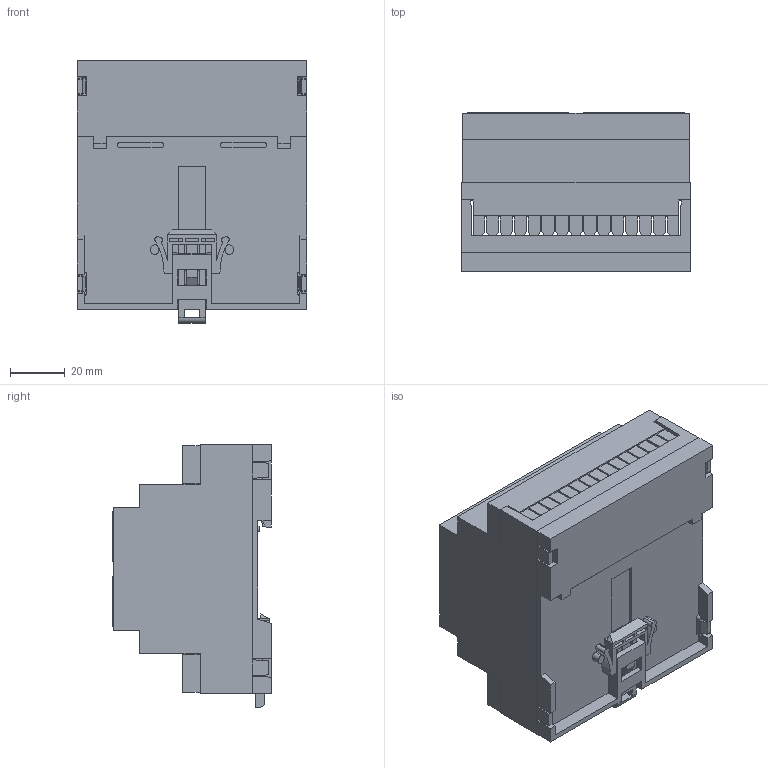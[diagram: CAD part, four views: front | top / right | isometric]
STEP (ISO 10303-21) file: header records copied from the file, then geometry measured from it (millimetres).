
FILE_DESCRIPTION (( 'STEP AP214' ), '1' );
FILE_NAME ('D5MG.STEP', '2017-10-02T09:41:40', ( '' ), ( '' ), 'SwSTEP 2.0', 'SolidWorks 2016', '' );
FILE_SCHEMA (( 'AUTOMOTIVE_DESIGN' ));
Length unit declared in the file: millimetre
Products named in the file (9): PCB-MID; D5MG-GUARD; D5MG; PCB-BOT; D5MG-WALL CLIP; D5MG-COVER; D5MG-BODY; PCB-TOP; D5MG-BASE
Assembly tree (9 placements, depth 2):
  D5MG
    D5MG-BODY
    PCB-TOP
    PCB-MID
    PCB-BOT
    D5MG-BASE
    D5MG-COVER
    D5MG-GUARD  x2
    D5MG-WALL CLIP
Bounding box: 83.6 x 58 x 95.8 mm (x, y, z)
Volume: 92382.4 mm3; surface area: 110697.9 mm2
Topology: 9 solids, 9 shells, 1097 faces, 3365 edges, 2224 vertices
Faces by surface type: plane 870, cylinder 219, cone 8
Entity records: 26617 total; most frequent: ORIENTED_EDGE 4670, CARTESIAN_POINT 4665, DIRECTION 4287, EDGE_CURVE 2335, VECTOR 1967, LINE 1967, VERTEX_POINT 1538, AXIS2_PLACEMENT_3D 1160
